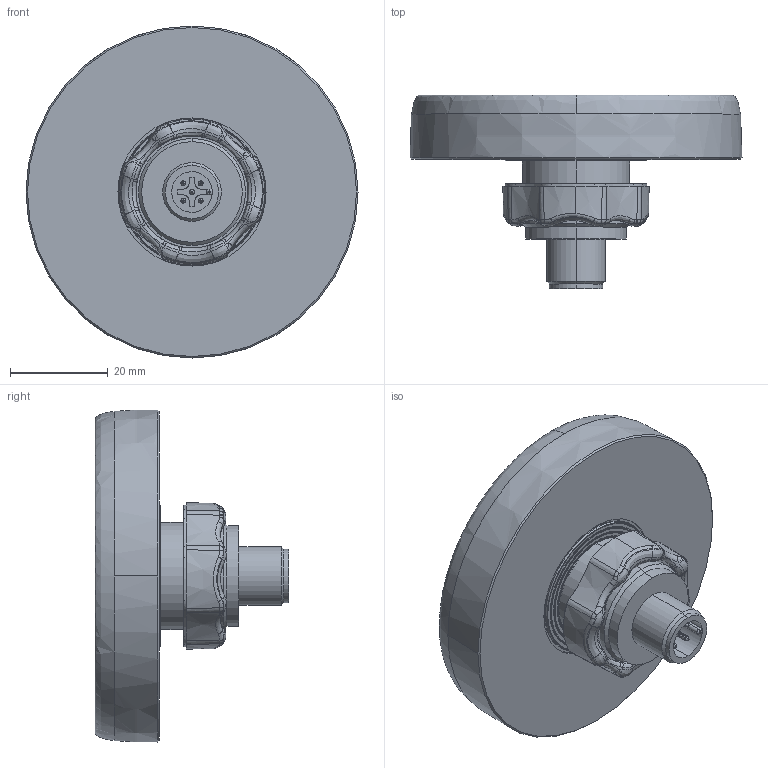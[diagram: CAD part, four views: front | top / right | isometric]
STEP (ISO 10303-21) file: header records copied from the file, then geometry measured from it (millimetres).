
FILE_DESCRIPTION (( 'STEP AP203' ), '1' );
FILE_NAME ('CS40KMSBN-P10-05BC.step', '2024-12-17T17:47:56', ( '' ), ( '' ), 'SwSTEP 2.0', 'SolidWorks 2024', '' );
FILE_SCHEMA (( 'CONFIG_CONTROL_DESIGN' ));
Length unit declared in the file: inch
Products named in the file (1): CS40KMSBN-P10-05BC
Bounding box: 67.9 x 39.6 x 67.9 mm (x, y, z)
Volume: 55667 mm3; surface area: 14970.2 mm2
Topology: 3 solids, 3 shells, 420 faces, 958 edges, 580 vertices
Faces by surface type: bspline 220, cone 78, plane 62, cylinder 50, torus 10
Entity records: 18558 total; most frequent: CARTESIAN_POINT 10382, ORIENTED_EDGE 1896, DIRECTION 1415, EDGE_CURVE 948, AXIS2_PLACEMENT_3D 635, VERTEX_POINT 580, EDGE_LOOP 470, CIRCLE 434
